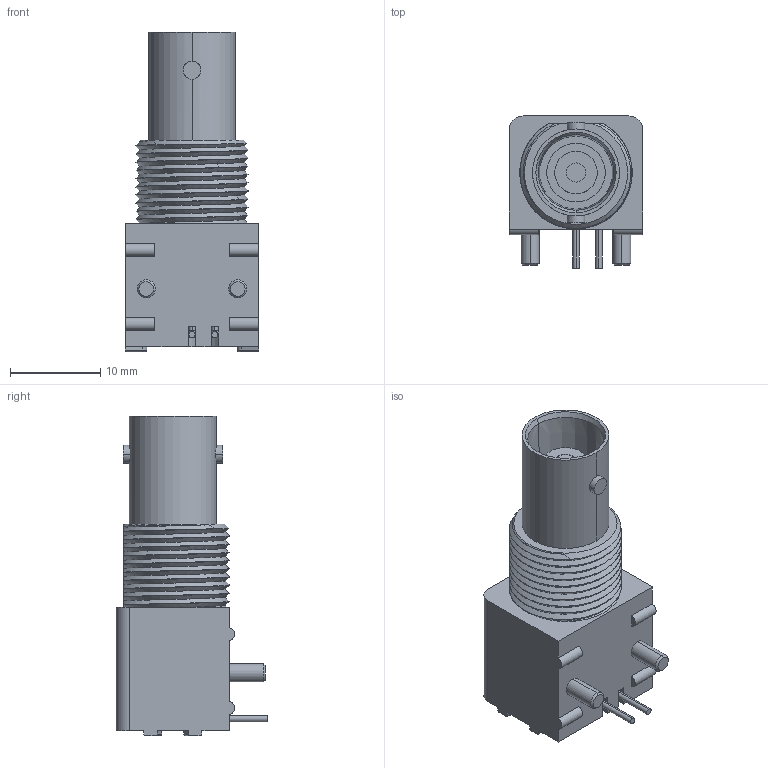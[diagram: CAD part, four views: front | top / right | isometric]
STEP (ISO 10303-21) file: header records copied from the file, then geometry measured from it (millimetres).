
FILE_DESCRIPTION((''),'2;1');
FILE_NAME('C-1-1634613-0','2012-07-12T',('workeradm'),('Tyco Electronics Ltd.'),'PRO/ENGINEER BY PARAMETRIC TECHNOLOGY CORPORATION, 2010430','PRO/ENGINEER BY PARAMETRIC TECHNOLOGY CORPORATION, 2010430','');
FILE_SCHEMA(('AUTOMOTIVE_DESIGN { 1 0 10303 214 1 1 1 1 }'));
Length unit declared in the file: millimetre
Products named in the file (1): C-1-1634613-0
Bounding box: 14.76 x 16.86 x 35.5 mm (x, y, z)
Volume: 3929 mm3; surface area: 2474.8 mm2
Topology: 1 solids, 1 shells, 160 faces, 412 edges, 267 vertices
Faces by surface type: cylinder 63, plane 47, bspline 27, cone 13, torus 10
Entity records: 11967 total; most frequent: CARTESIAN_POINT 7965, ORIENTED_EDGE 824, DIRECTION 700, EDGE_CURVE 412, VERTEX_POINT 267, AXIS2_PLACEMENT_3D 262, VECTOR 176, LINE 176
